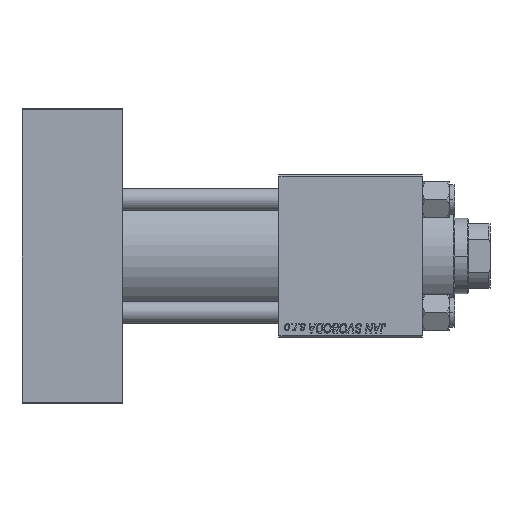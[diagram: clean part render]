
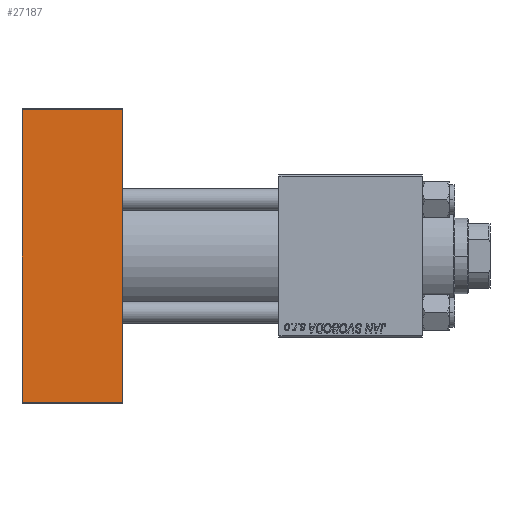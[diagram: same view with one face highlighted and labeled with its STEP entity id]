
A CAD part, front view. The second image highlights one B-rep face of the part: STEP entity #27187.
In plain terms, the highlighted planar face has unit normal (0, -1, 0).
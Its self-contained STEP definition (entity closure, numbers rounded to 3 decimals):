
#7073 = VECTOR ( 'NONE', #13567, 1000. ) ;
#7367 = PLANE ( 'NONE',  #29154 ) ;
#12524 = VERTEX_POINT ( 'NONE', #46380 ) ;
#13567 = DIRECTION ( 'NONE',  ( 0., 0., -1. ) ) ;
#15723 = CARTESIAN_POINT ( 'NONE',  ( 37., -30., 54. ) ) ;
#16162 = CARTESIAN_POINT ( 'NONE',  ( 37., -30., 54. ) ) ;
#16450 = LINE ( 'NONE', #35411, #44184 ) ;
#17613 = LINE ( 'NONE', #33039, #7073 ) ;
#17737 = DIRECTION ( 'NONE',  ( 0., 0., 1. ) ) ;
#18416 = ORIENTED_EDGE ( 'NONE', *, *, #35990, .T. ) ;
#18939 = EDGE_CURVE ( 'NONE', #35753, #31327, #17613, .T. ) ;
#24006 = DIRECTION ( 'NONE',  ( -1., 0., 0. ) ) ;
#25070 = DIRECTION ( 'NONE',  ( 1., 0., 0. ) ) ;
#26885 = ORIENTED_EDGE ( 'NONE', *, *, #41035, .T. ) ;
#27187 = ADVANCED_FACE ( 'NONE', ( #41480 ), #7367, .F. ) ;
#29154 = AXIS2_PLACEMENT_3D ( 'NONE', #36938, #49344, #17737 ) ;
#31073 = EDGE_CURVE ( 'NONE', #49924, #31327, #36180, .T. ) ;
#31327 = VERTEX_POINT ( 'NONE', #46513 ) ;
#31565 = VECTOR ( 'NONE', #25070, 1000. ) ;
#31886 = VECTOR ( 'NONE', #24006, 1000. ) ;
#33039 = CARTESIAN_POINT ( 'NONE',  ( 37., -30., 54.5 ) ) ;
#35411 = CARTESIAN_POINT ( 'NONE',  ( 0., -30., 54.5 ) ) ;
#35753 = VERTEX_POINT ( 'NONE', #15723 ) ;
#35990 = EDGE_CURVE ( 'NONE', #35753, #12524, #39147, .T. ) ;
#36180 = LINE ( 'NONE', #36675, #31565 ) ;
#36675 = CARTESIAN_POINT ( 'NONE',  ( 37., -30., -54. ) ) ;
#36938 = CARTESIAN_POINT ( 'NONE',  ( 37., -30., 54.5 ) ) ;
#37759 = ORIENTED_EDGE ( 'NONE', *, *, #31073, .T. ) ;
#39147 = LINE ( 'NONE', #16162, #31886 ) ;
#40879 = EDGE_LOOP ( 'NONE', ( #26885, #37759, #46240, #18416 ) ) ;
#41035 = EDGE_CURVE ( 'NONE', #12524, #49924, #16450, .T. ) ;
#41480 = FACE_OUTER_BOUND ( 'NONE', #40879, .T. ) ;
#44184 = VECTOR ( 'NONE', #47536, 1000. ) ;
#46240 = ORIENTED_EDGE ( 'NONE', *, *, #18939, .F. ) ;
#46380 = CARTESIAN_POINT ( 'NONE',  ( 0., -30., 54. ) ) ;
#46513 = CARTESIAN_POINT ( 'NONE',  ( 37., -30., -54. ) ) ;
#47536 = DIRECTION ( 'NONE',  ( 0., 0., -1. ) ) ;
#47762 = CARTESIAN_POINT ( 'NONE',  ( 0., -30., -54. ) ) ;
#49344 = DIRECTION ( 'NONE',  ( 0., 1., 0. ) ) ;
#49924 = VERTEX_POINT ( 'NONE', #47762 ) ;
